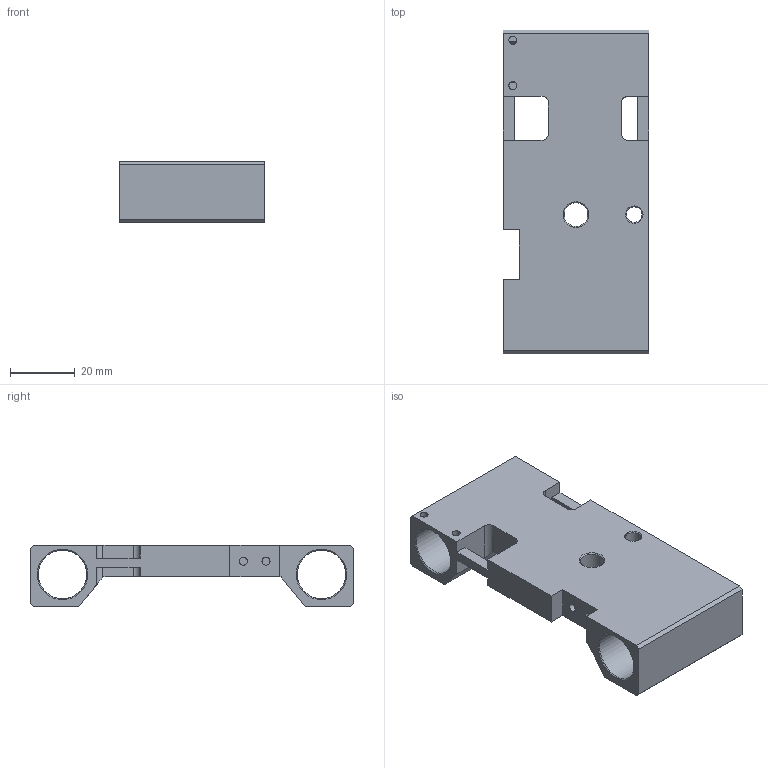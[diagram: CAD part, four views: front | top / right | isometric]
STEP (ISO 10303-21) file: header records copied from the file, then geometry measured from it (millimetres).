
FILE_DESCRIPTION(('FreeCAD Model'),'2;1');
FILE_NAME('AluSled.step','2019-08-08T14:35:13',( 'Sisul Galog'),(''),'Open CASCADE STEP processor 7.3','FreeCAD', 'Unknown');
FILE_SCHEMA(('AUTOMOTIVE_DESIGN { 1 0 10303 214 1 1 1 1 }'));
Length unit declared in the file: millimetre
Products named in the file (1): AluSled
Bounding box: 45 x 100 x 19 mm (x, y, z)
Volume: 39442.9 mm3; surface area: 17667.4 mm2
Topology: 1 solids, 1 shells, 54 faces, 152 edges, 98 vertices
Faces by surface type: plane 34, cylinder 12, cone 8
Full cylindrical faces by diameter (mm): 2.5 x4, 4.8 x1, 7.3 x1, 15 x2
Entity records: 3995 total; most frequent: CARTESIAN_POINT 874, DIRECTION 586, LINE 387, VECTOR 387, ORIENTED_EDGE 304, PCURVE 304, DEFINITIONAL_REPRESENTATION 304, EDGE_CURVE 152
